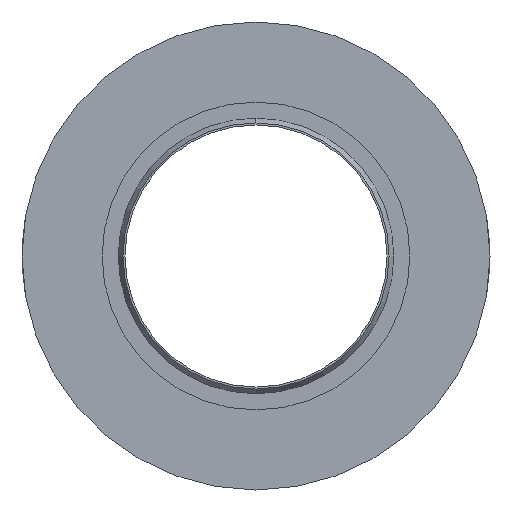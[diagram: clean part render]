
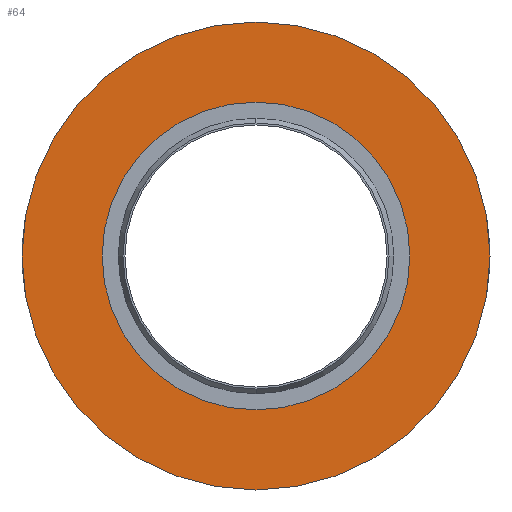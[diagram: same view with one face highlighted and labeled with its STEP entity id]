
A CAD part, left-side view. The second image highlights one B-rep face of the part: STEP entity #64.
In plain terms, the highlighted planar face has unit normal (-1, 0, 0).
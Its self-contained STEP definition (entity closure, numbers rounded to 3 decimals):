
#54 = ORIENTED_EDGE ( 'NONE', *, *, #58, .T. ) ;
#58 = EDGE_CURVE ( 'NONE', #61, #68, #361, .T. ) ;
#59 = ORIENTED_EDGE ( 'NONE', *, *, #63, .T. ) ;
#61 = VERTEX_POINT ( 'NONE', #359 ) ;
#63 = EDGE_CURVE ( 'NONE', #68, #61, #332, .T. ) ;
#64 = ADVANCED_FACE ( 'NONE', ( #384, #298 ), #360, .F. ) ;
#68 = VERTEX_POINT ( 'NONE', #325 ) ;
#72 = ORIENTED_EDGE ( 'NONE', *, *, #199, .F. ) ;
#73 = EDGE_CURVE ( 'NONE', #200, #195, #383, .T. ) ;
#74 = ORIENTED_EDGE ( 'NONE', *, *, #73, .F. ) ;
#78 = EDGE_LOOP ( 'NONE', ( #74, #72 ) ) ;
#79 = EDGE_LOOP ( 'NONE', ( #54, #59 ) ) ;
#195 = VERTEX_POINT ( 'NONE', #665 ) ;
#199 = EDGE_CURVE ( 'NONE', #195, #200, #659, .T. ) ;
#200 = VERTEX_POINT ( 'NONE', #666 ) ;
#295 = AXIS2_PLACEMENT_3D ( 'NONE', #381, #380, #379 ) ;
#298 = FACE_OUTER_BOUND ( 'NONE', #79, .T. ) ;
#322 = DIRECTION ( 'NONE',  ( 0., 0., 1. ) ) ;
#323 = DIRECTION ( 'NONE',  ( -1., 0., 0. ) ) ;
#324 = AXIS2_PLACEMENT_3D ( 'NONE', #329, #323, #322 ) ;
#325 = CARTESIAN_POINT ( 'NONE',  ( 0., 0., -24.1 ) ) ;
#329 = CARTESIAN_POINT ( 'NONE',  ( 0., 0., 0. ) ) ;
#332 = CIRCLE ( 'NONE', #295, 24.1 ) ;
#359 = CARTESIAN_POINT ( 'NONE',  ( 0., 0., 24.1 ) ) ;
#360 = PLANE ( 'NONE',  #388 ) ;
#361 = CIRCLE ( 'NONE', #324, 24.1 ) ;
#364 = DIRECTION ( 'NONE',  ( 0., 0., 1. ) ) ;
#365 = DIRECTION ( 'NONE',  ( -1., 0., 0. ) ) ;
#370 = CARTESIAN_POINT ( 'NONE',  ( 0., 0., 0. ) ) ;
#376 = DIRECTION ( 'NONE',  ( 0., 0., -1. ) ) ;
#377 = AXIS2_PLACEMENT_3D ( 'NONE', #370, #365, #364 ) ;
#379 = DIRECTION ( 'NONE',  ( 0., 0., 1. ) ) ;
#380 = DIRECTION ( 'NONE',  ( -1., 0., 0. ) ) ;
#381 = CARTESIAN_POINT ( 'NONE',  ( 0., 0., 0. ) ) ;
#382 = DIRECTION ( 'NONE',  ( 1., 0., 0. ) ) ;
#383 = CIRCLE ( 'NONE', #377, 15.85 ) ;
#384 = FACE_BOUND ( 'NONE', #78, .T. ) ;
#387 = CARTESIAN_POINT ( 'NONE',  ( 0., 15.85, 0. ) ) ;
#388 = AXIS2_PLACEMENT_3D ( 'NONE', #387, #382, #376 ) ;
#649 = DIRECTION ( 'NONE',  ( 0., 0., 1. ) ) ;
#650 = DIRECTION ( 'NONE',  ( -1., 0., 0. ) ) ;
#651 = CARTESIAN_POINT ( 'NONE',  ( 0., 0., 0. ) ) ;
#659 = CIRCLE ( 'NONE', #660, 15.85 ) ;
#660 = AXIS2_PLACEMENT_3D ( 'NONE', #651, #650, #649 ) ;
#665 = CARTESIAN_POINT ( 'NONE',  ( 0., 0., -15.85 ) ) ;
#666 = CARTESIAN_POINT ( 'NONE',  ( 0., 0., 15.85 ) ) ;
